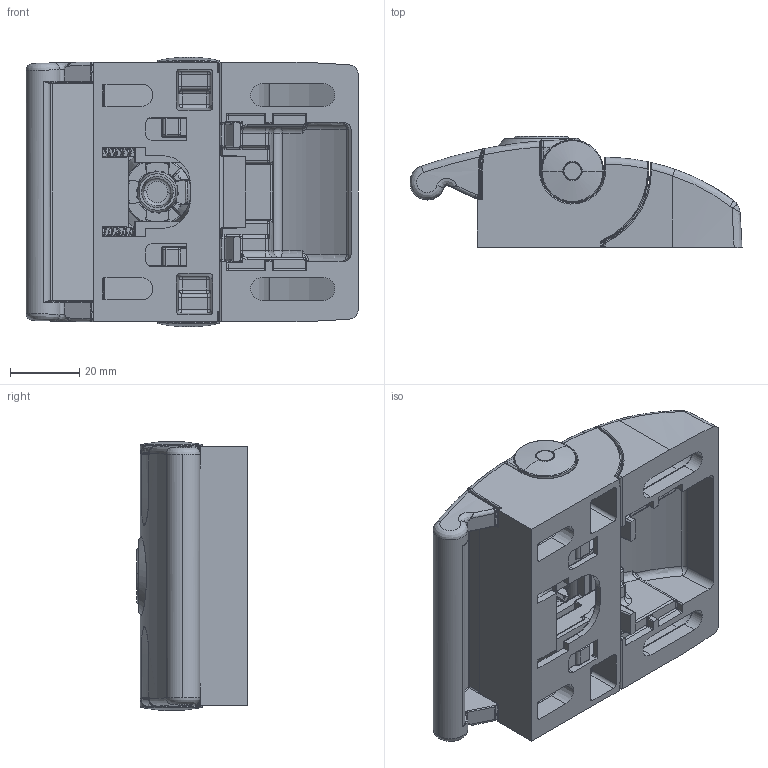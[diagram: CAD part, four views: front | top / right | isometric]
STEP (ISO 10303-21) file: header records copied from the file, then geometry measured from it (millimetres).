
FILE_DESCRIPTION(/* description */ (''),/* implementation_level */ '2;1');
FILE_NAME(/* name */ '13499_KriTec_Fallenverschluss_Mini_ohne_Schloss_anschraubbar_von_vorne_.stp',/* time_stamp */ '2018-02-22T10:21:44+01:00',/* author */ ('kostic'),/* organization */ (''),/* preprocessor_version */ 'ST-DEVELOPER v16.1',/* originating_system */ 'Autodesk Inventor 2016',/* authorisation */ '');
FILE_SCHEMA (('AUTOMOTIVE_DESIGN { 1 0 10303 214 3 1 1 }'));
Products named in the file (13): 13499_Hebel; 13499_Grundkörper_feste_Seite; 13499_Grundkörper; 13499_Schieber; 13499_Bolzen; 13499_Bolzen_MIR_; 13499_Abdeckkappe_feste_Seite; 13499_Abdeckkappe_Hebel_MIR; 13499_Abdeckkappe_Hebel; 13499_Feder; 13499_Feder_MIR; 13499_Abdeckkappe_Schloss; 13499_KriTec_Fallenverschluss_Mini_ohne_Schloss_anschraubbar_von_vorn
e
Assembly tree (13 placements, depth 2):
  13499_KriTec_Fallenverschluss_Mini_ohne_Schloss_anschraubbar_von_vorn
e
    13499_Hebel
    13499_Grundkörper_feste_Seite
    13499_Grundkörper
    13499_Schieber
    13499_Bolzen
    13499_Bolzen_MIR_
    13499_Abdeckkappe_feste_Seite  x2
    13499_Abdeckkappe_Hebel_MIR
    13499_Abdeckkappe_Hebel
    13499_Feder
    13499_Feder_MIR
    13499_Abdeckkappe_Schloss
Bounding box: 96.01 x 32.07 x 77.81 mm (x, y, z)
Volume: 72773.8 mm3; surface area: 60539.8 mm2
Topology: 13 solids, 13 shells, 3012 faces, 7553 edges, 4314 vertices
Faces by surface type: cylinder 1030, plane 862, bspline 637, torus 247, sphere 185, cone 51
Entity records: 112063 total; most frequent: CARTESIAN_POINT 46973, ORIENTED_EDGE 14008, DIRECTION 12442, EDGE_CURVE 7004, AXIS2_PLACEMENT_3D 4717, VERTEX_POINT 4129, LINE 3008, VECTOR 3008
